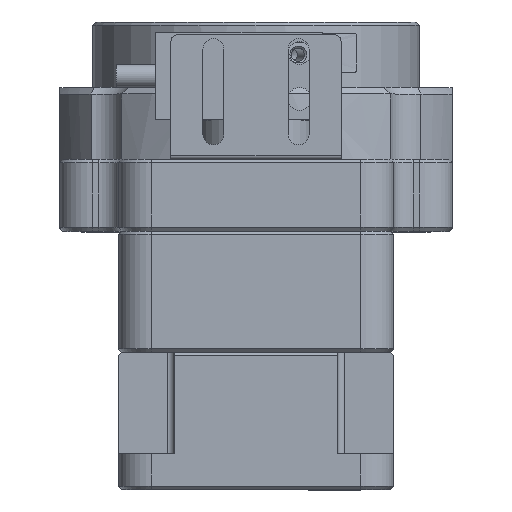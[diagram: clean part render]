
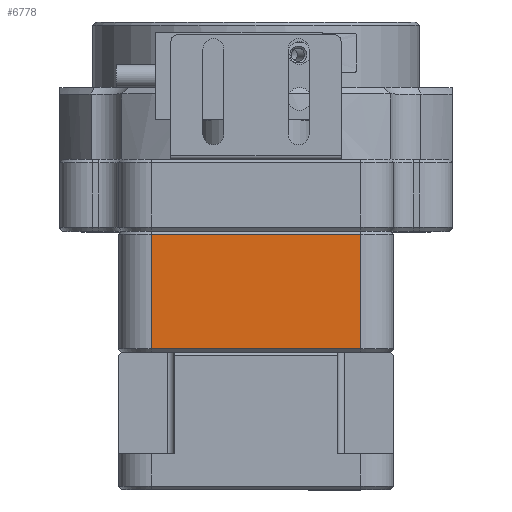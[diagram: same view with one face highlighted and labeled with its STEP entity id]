
A CAD part, top view. The second image highlights one B-rep face of the part: STEP entity #6778.
In plain terms, the highlighted planar face has unit normal (0, 0, 1).
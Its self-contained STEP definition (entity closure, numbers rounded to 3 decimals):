
#707 = VECTOR ( 'NONE', #26460, 1000. ) ;
#1294 = VECTOR ( 'NONE', #6700, 1000. ) ;
#3091 = EDGE_CURVE ( 'NONE', #12270, #5782, #22506, .T. ) ;
#4373 = AXIS2_PLACEMENT_3D ( 'NONE', #15612, #15608, #15579 ) ;
#5749 = CARTESIAN_POINT ( 'NONE',  ( -16., -18., 53. ) ) ;
#5782 = VERTEX_POINT ( 'NONE', #26757 ) ;
#6700 = DIRECTION ( 'NONE',  ( 0., -1., 0. ) ) ;
#6709 = CARTESIAN_POINT ( 'NONE',  ( 16., 0., 53. ) ) ;
#6751 = LINE ( 'NONE', #6709, #1294 ) ;
#6778 = ADVANCED_FACE ( 'NONE', ( #15639 ), #15617, .F. ) ;
#8486 = VECTOR ( 'NONE', #18161, 1000. ) ;
#11247 = CARTESIAN_POINT ( 'NONE',  ( 16., -0.5, 53. ) ) ;
#12270 = VERTEX_POINT ( 'NONE', #11247 ) ;
#14984 = ORIENTED_EDGE ( 'NONE', *, *, #3091, .T. ) ;
#15058 = VECTOR ( 'NONE', #22460, 1000. ) ;
#15101 = ORIENTED_EDGE ( 'NONE', *, *, #20105, .F. ) ;
#15135 = ORIENTED_EDGE ( 'NONE', *, *, #26713, .T. ) ;
#15240 = ORIENTED_EDGE ( 'NONE', *, *, #27773, .T. ) ;
#15579 = DIRECTION ( 'NONE',  ( -1., 0., 0. ) ) ;
#15608 = DIRECTION ( 'NONE',  ( 0., 0., -1. ) ) ;
#15612 = CARTESIAN_POINT ( 'NONE',  ( 16., 0., 53. ) ) ;
#15617 = PLANE ( 'NONE',  #4373 ) ;
#15639 = FACE_OUTER_BOUND ( 'NONE', #22234, .T. ) ;
#18161 = DIRECTION ( 'NONE',  ( 0., -1., 0. ) ) ;
#18187 = CARTESIAN_POINT ( 'NONE',  ( -16., 0., 53. ) ) ;
#18202 = LINE ( 'NONE', #18187, #8486 ) ;
#19002 = VERTEX_POINT ( 'NONE', #19413 ) ;
#19413 = CARTESIAN_POINT ( 'NONE',  ( 16., -18., 53. ) ) ;
#20105 = EDGE_CURVE ( 'NONE', #12270, #19002, #6751, .T. ) ;
#22234 = EDGE_LOOP ( 'NONE', ( #15240, #15135, #15101, #14984 ) ) ;
#22460 = DIRECTION ( 'NONE',  ( -1., 0., 0. ) ) ;
#22503 = CARTESIAN_POINT ( 'NONE',  ( -16., -0.5, 53. ) ) ;
#22506 = LINE ( 'NONE', #22503, #15058 ) ;
#23303 = VERTEX_POINT ( 'NONE', #5749 ) ;
#26460 = DIRECTION ( 'NONE',  ( 1., 0., 0. ) ) ;
#26484 = CARTESIAN_POINT ( 'NONE',  ( 16., -18., 53. ) ) ;
#26498 = LINE ( 'NONE', #26484, #707 ) ;
#26713 = EDGE_CURVE ( 'NONE', #23303, #19002, #26498, .T. ) ;
#26757 = CARTESIAN_POINT ( 'NONE',  ( -16., -0.5, 53. ) ) ;
#27773 = EDGE_CURVE ( 'NONE', #5782, #23303, #18202, .T. ) ;
